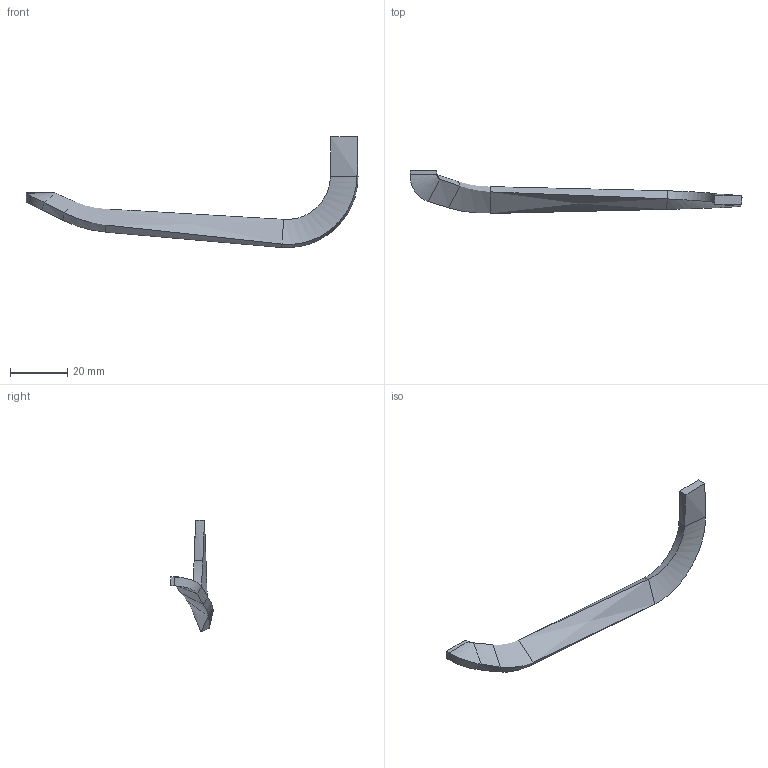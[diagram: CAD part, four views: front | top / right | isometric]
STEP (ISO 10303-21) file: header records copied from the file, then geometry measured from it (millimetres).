
FILE_DESCRIPTION (( 'STEP AP214' ), '1' );
FILE_NAME ('ExploreRobotMotorCable.STEP', '2021-12-16T02:59:01', ( '' ), ( '' ), 'SwSTEP 2.0', 'SolidWorks 2019', '' );
FILE_SCHEMA (( 'AUTOMOTIVE_DESIGN' ));
Length unit declared in the file: millimetre
Products named in the file (1): ExploreRobotMotorCable
Bounding box: 115.93 x 14.97 x 38.8 mm (x, y, z)
Volume: 3989.6 mm3; surface area: 3499.9 mm2
Topology: 1 solids, 1 shells, 30 faces, 61 edges, 32 vertices
Faces by surface type: bspline 28, plane 2
Entity records: 1034 total; most frequent: CARTESIAN_POINT 563, ORIENTED_EDGE 120, EDGE_CURVE 60, DIRECTION 38, VECTOR 32, VERTEX_POINT 32, LINE 32, ADVANCED_FACE 30
